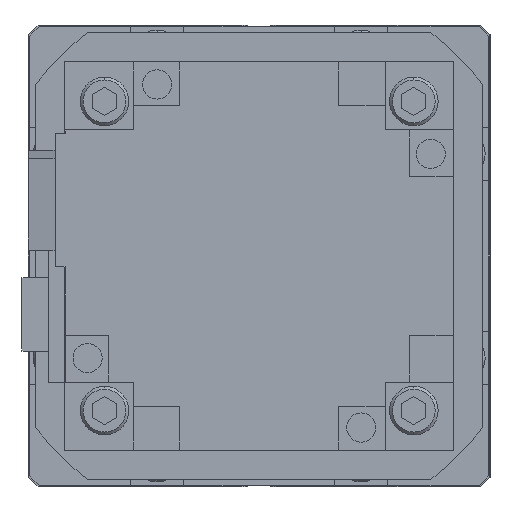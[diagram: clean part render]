
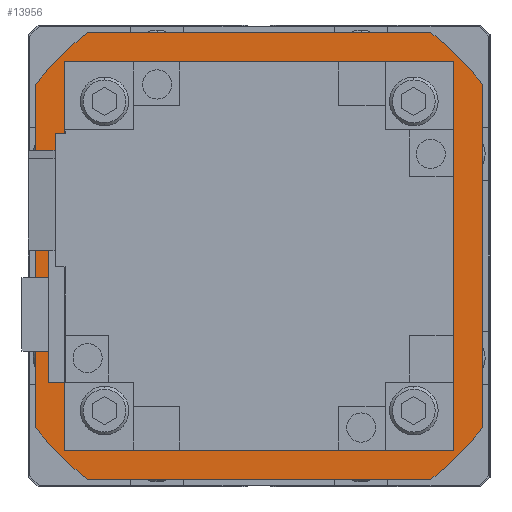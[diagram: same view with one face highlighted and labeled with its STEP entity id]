
A CAD part, left-side view. The second image highlights one B-rep face of the part: STEP entity #13956.
In plain terms, the highlighted face is planar.
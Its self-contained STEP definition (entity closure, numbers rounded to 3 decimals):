
#1130 = VECTOR ( 'NONE', #11620, 1000. ) ;
#1186 = EDGE_CURVE ( 'NONE', #22266, #27333, #3514, .T. ) ;
#1451 = VECTOR ( 'NONE', #7540, 1000. ) ;
#1701 = CARTESIAN_POINT ( 'NONE',  ( 116.5, 35.327, -46. ) ) ;
#1903 = EDGE_CURVE ( 'NONE', #17335, #27419, #7733, .T. ) ;
#3514 = LINE ( 'NONE', #16618, #6445 ) ;
#3785 = CIRCLE ( 'NONE', #31888, 58. ) ;
#4396 = EDGE_LOOP ( 'NONE', ( #31539, #14189, #22584, #20634, #23865, #13999, #17741, #12091 ) ) ;
#5152 = CARTESIAN_POINT ( 'NONE',  ( 116.5, 46., -35.327 ) ) ;
#5428 = DIRECTION ( 'NONE',  ( 1., 0., 0. ) ) ;
#5730 = EDGE_CURVE ( 'NONE', #12527, #14053, #5765, .T. ) ;
#5765 = LINE ( 'NONE', #26979, #1130 ) ;
#6445 = VECTOR ( 'NONE', #24364, 1000. ) ;
#6489 = CARTESIAN_POINT ( 'NONE',  ( 116.5, -46., 35.327 ) ) ;
#6824 = DIRECTION ( 'NONE',  ( 1., 0., 0. ) ) ;
#7282 = CARTESIAN_POINT ( 'NONE',  ( 116.5, 0., 0. ) ) ;
#7438 = DIRECTION ( 'NONE',  ( 1., 0., 0. ) ) ;
#7540 = DIRECTION ( 'NONE',  ( 0., 0., 1. ) ) ;
#7619 = DIRECTION ( 'NONE',  ( 0., 0., -1. ) ) ;
#7665 = CARTESIAN_POINT ( 'NONE',  ( 116.5, -35.327, -46. ) ) ;
#7733 = LINE ( 'NONE', #5152, #1451 ) ;
#8487 = CARTESIAN_POINT ( 'NONE',  ( 116.5, 0., 0. ) ) ;
#8824 = AXIS2_PLACEMENT_3D ( 'NONE', #7282, #7438, #7619 ) ;
#8854 = EDGE_CURVE ( 'NONE', #11700, #17335, #3785, .T. ) ;
#9448 = EDGE_CURVE ( 'NONE', #25953, #11700, #31129, .T. ) ;
#11061 = CARTESIAN_POINT ( 'NONE',  ( 116.5, -35.327, -46. ) ) ;
#11620 = DIRECTION ( 'NONE',  ( 0., 0., -1. ) ) ;
#11700 = VERTEX_POINT ( 'NONE', #1701 ) ;
#12091 = ORIENTED_EDGE ( 'NONE', *, *, #1903, .T. ) ;
#12322 = DIRECTION ( 'NONE',  ( 1., 0., 0. ) ) ;
#12527 = VERTEX_POINT ( 'NONE', #6489 ) ;
#13138 = VECTOR ( 'NONE', #21120, 1000. ) ;
#13365 = CARTESIAN_POINT ( 'NONE',  ( 116.5, 46., 35.327 ) ) ;
#13672 = AXIS2_PLACEMENT_3D ( 'NONE', #30473, #6824, #27362 ) ;
#13956 = ADVANCED_FACE ( 'NONE', ( #22191 ), #32729, .T. ) ;
#13999 = ORIENTED_EDGE ( 'NONE', *, *, #9448, .T. ) ;
#14053 = VERTEX_POINT ( 'NONE', #23012 ) ;
#14061 = CARTESIAN_POINT ( 'NONE',  ( 116.5, 0., 0. ) ) ;
#14121 = EDGE_CURVE ( 'NONE', #27333, #12527, #30654, .T. ) ;
#14189 = ORIENTED_EDGE ( 'NONE', *, *, #1186, .T. ) ;
#14572 = CARTESIAN_POINT ( 'NONE',  ( 116.5, 0., 0. ) ) ;
#16618 = CARTESIAN_POINT ( 'NONE',  ( 116.5, 35.327, 46. ) ) ;
#17335 = VERTEX_POINT ( 'NONE', #22136 ) ;
#17741 = ORIENTED_EDGE ( 'NONE', *, *, #8854, .T. ) ;
#19000 = DIRECTION ( 'NONE',  ( 1., 0., 0. ) ) ;
#19288 = CIRCLE ( 'NONE', #8824, 58. ) ;
#20634 = ORIENTED_EDGE ( 'NONE', *, *, #5730, .T. ) ;
#21120 = DIRECTION ( 'NONE',  ( 0., 1., 0. ) ) ;
#21600 = EDGE_CURVE ( 'NONE', #14053, #25953, #22427, .T. ) ;
#22136 = CARTESIAN_POINT ( 'NONE',  ( 116.5, 46., -35.327 ) ) ;
#22191 = FACE_OUTER_BOUND ( 'NONE', #4396, .T. ) ;
#22266 = VERTEX_POINT ( 'NONE', #27374 ) ;
#22427 = CIRCLE ( 'NONE', #29639, 58. ) ;
#22584 = ORIENTED_EDGE ( 'NONE', *, *, #14121, .T. ) ;
#23012 = CARTESIAN_POINT ( 'NONE',  ( 116.5, -46., -35.327 ) ) ;
#23608 = CARTESIAN_POINT ( 'NONE',  ( 116.5, -35.327, 46. ) ) ;
#23865 = ORIENTED_EDGE ( 'NONE', *, *, #21600, .T. ) ;
#24364 = DIRECTION ( 'NONE',  ( 0., -1., 0. ) ) ;
#25953 = VERTEX_POINT ( 'NONE', #11061 ) ;
#26415 = DIRECTION ( 'NONE',  ( 0., 0., -1. ) ) ;
#26979 = CARTESIAN_POINT ( 'NONE',  ( 116.5, -46., 35.327 ) ) ;
#27333 = VERTEX_POINT ( 'NONE', #23608 ) ;
#27362 = DIRECTION ( 'NONE',  ( 0., 1., 0. ) ) ;
#27374 = CARTESIAN_POINT ( 'NONE',  ( 116.5, 35.327, 46. ) ) ;
#27419 = VERTEX_POINT ( 'NONE', #13365 ) ;
#29071 = DIRECTION ( 'NONE',  ( 0., 0., -1. ) ) ;
#29639 = AXIS2_PLACEMENT_3D ( 'NONE', #14572, #12322, #31113 ) ;
#29893 = EDGE_CURVE ( 'NONE', #27419, #22266, #19288, .T. ) ;
#30473 = CARTESIAN_POINT ( 'NONE',  ( 116.5, 0., 0. ) ) ;
#30654 = CIRCLE ( 'NONE', #31289, 58. ) ;
#31113 = DIRECTION ( 'NONE',  ( 0., 0., -1. ) ) ;
#31129 = LINE ( 'NONE', #7665, #13138 ) ;
#31289 = AXIS2_PLACEMENT_3D ( 'NONE', #14061, #5428, #29071 ) ;
#31539 = ORIENTED_EDGE ( 'NONE', *, *, #29893, .T. ) ;
#31888 = AXIS2_PLACEMENT_3D ( 'NONE', #8487, #19000, #26415 ) ;
#32729 = PLANE ( 'NONE',  #13672 ) ;
